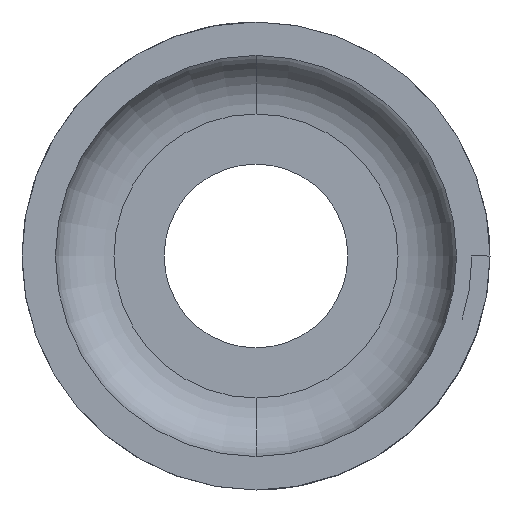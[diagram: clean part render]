
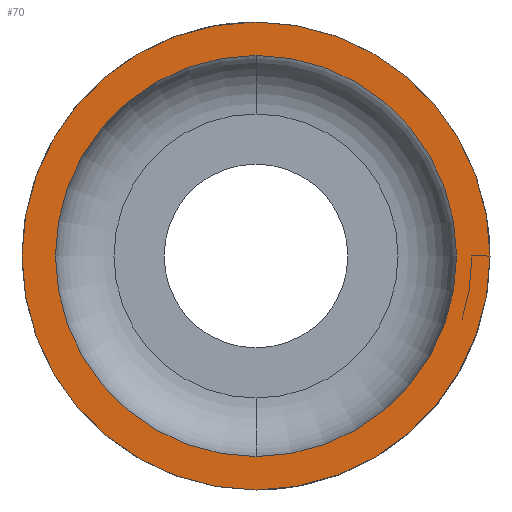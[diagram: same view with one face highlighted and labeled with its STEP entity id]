
A CAD part, front view. The second image highlights one B-rep face of the part: STEP entity #70.
In plain terms, the highlighted planar face has unit normal (0, -1, 0).
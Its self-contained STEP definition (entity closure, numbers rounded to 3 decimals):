
#39 = DIRECTION ( 'NONE',  ( 0., 0., 1. ) ) ;
#40 = DIRECTION ( 'NONE',  ( 0., 0., 1. ) ) ;
#48 = CARTESIAN_POINT ( 'NONE',  ( 0., -19., 0. ) ) ;
#70 = ADVANCED_FACE ( 'NONE', ( #915, #771 ), #779, .F. ) ;
#91 = CARTESIAN_POINT ( 'NONE',  ( 0., -19., 0. ) ) ;
#98 = CARTESIAN_POINT ( 'NONE',  ( 0., -19., -7. ) ) ;
#111 = ORIENTED_EDGE ( 'NONE', *, *, #1751, .T. ) ;
#178 = CIRCLE ( 'NONE', #1303, 7. ) ;
#184 = DIRECTION ( 'NONE',  ( 0., 1., 0. ) ) ;
#279 = DIRECTION ( 'NONE',  ( 0., 1., 0. ) ) ;
#323 = CARTESIAN_POINT ( 'NONE',  ( 0., -19., 7. ) ) ;
#339 = ORIENTED_EDGE ( 'NONE', *, *, #367, .F. ) ;
#367 = EDGE_CURVE ( 'NONE', #865, #410, #1596, .T. ) ;
#410 = VERTEX_POINT ( 'NONE', #558 ) ;
#439 = ORIENTED_EDGE ( 'NONE', *, *, #1480, .T. ) ;
#460 = DIRECTION ( 'NONE',  ( 0., 1., 0. ) ) ;
#505 = DIRECTION ( 'NONE',  ( 0., 0., 1. ) ) ;
#548 = AXIS2_PLACEMENT_3D ( 'NONE', #1349, #184, #40 ) ;
#558 = CARTESIAN_POINT ( 'NONE',  ( 7., -19., 0. ) ) ;
#563 = DIRECTION ( 'NONE',  ( 0., 1., 0. ) ) ;
#598 = AXIS2_PLACEMENT_3D ( 'NONE', #1148, #1722, #1581 ) ;
#607 = CARTESIAN_POINT ( 'NONE',  ( 0., -19., -6. ) ) ;
#611 = EDGE_CURVE ( 'NONE', #410, #1213, #1419, .T. ) ;
#616 = CIRCLE ( 'NONE', #769, 6. ) ;
#752 = AXIS2_PLACEMENT_3D ( 'NONE', #1860, #563, #39 ) ;
#769 = AXIS2_PLACEMENT_3D ( 'NONE', #91, #1221, #505 ) ;
#771 = FACE_BOUND ( 'NONE', #1557, .T. ) ;
#779 = PLANE ( 'NONE',  #548 ) ;
#865 = VERTEX_POINT ( 'NONE', #323 ) ;
#915 = FACE_OUTER_BOUND ( 'NONE', #1798, .T. ) ;
#992 = CARTESIAN_POINT ( 'NONE',  ( 0., -19., 0. ) ) ;
#996 = ORIENTED_EDGE ( 'NONE', *, *, #1524, .F. ) ;
#997 = ORIENTED_EDGE ( 'NONE', *, *, #611, .F. ) ;
#1004 = CIRCLE ( 'NONE', #752, 6. ) ;
#1037 = DIRECTION ( 'NONE',  ( 0., 0., 1. ) ) ;
#1148 = CARTESIAN_POINT ( 'NONE',  ( 0., -19., 0. ) ) ;
#1213 = VERTEX_POINT ( 'NONE', #98 ) ;
#1221 = DIRECTION ( 'NONE',  ( 0., 1., 0. ) ) ;
#1303 = AXIS2_PLACEMENT_3D ( 'NONE', #48, #460, #1037 ) ;
#1348 = CARTESIAN_POINT ( 'NONE',  ( 0., -19., 6. ) ) ;
#1349 = CARTESIAN_POINT ( 'NONE',  ( 6., -19., 0. ) ) ;
#1419 = CIRCLE ( 'NONE', #598, 7. ) ;
#1480 = EDGE_CURVE ( 'NONE', #1569, #1696, #1004, .T. ) ;
#1524 = EDGE_CURVE ( 'NONE', #1213, #865, #178, .T. ) ;
#1557 = EDGE_LOOP ( 'NONE', ( #439, #111 ) ) ;
#1569 = VERTEX_POINT ( 'NONE', #1348 ) ;
#1581 = DIRECTION ( 'NONE',  ( 0., 0., 1. ) ) ;
#1583 = DIRECTION ( 'NONE',  ( 0., 0., 1. ) ) ;
#1596 = CIRCLE ( 'NONE', #1752, 7. ) ;
#1696 = VERTEX_POINT ( 'NONE', #607 ) ;
#1722 = DIRECTION ( 'NONE',  ( 0., 1., 0. ) ) ;
#1751 = EDGE_CURVE ( 'NONE', #1696, #1569, #616, .T. ) ;
#1752 = AXIS2_PLACEMENT_3D ( 'NONE', #992, #279, #1583 ) ;
#1798 = EDGE_LOOP ( 'NONE', ( #997, #339, #996 ) ) ;
#1860 = CARTESIAN_POINT ( 'NONE',  ( 0., -19., 0. ) ) ;
